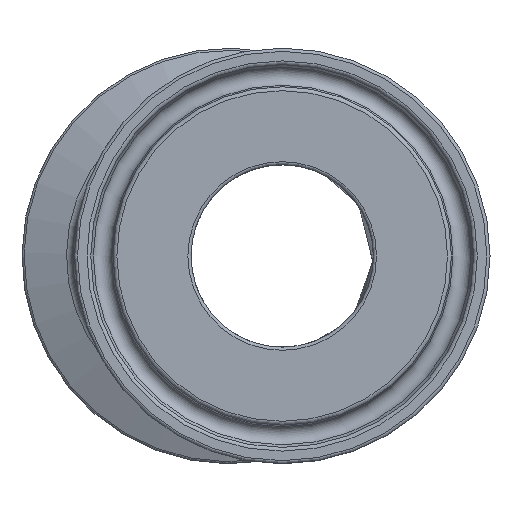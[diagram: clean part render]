
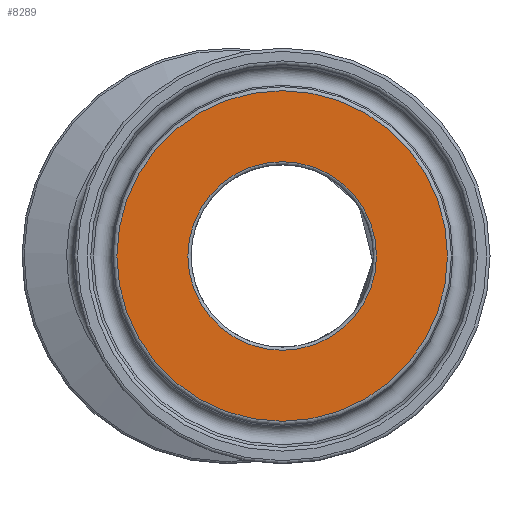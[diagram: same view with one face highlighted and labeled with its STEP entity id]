
A CAD part, left-side view. The second image highlights one B-rep face of the part: STEP entity #8289.
In plain terms, the highlighted planar face has unit normal (-1, 0, 0).
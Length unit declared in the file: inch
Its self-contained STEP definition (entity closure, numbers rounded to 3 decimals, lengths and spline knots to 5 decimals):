
#240=PLANE('',#8662);
#529=FACE_BOUND('',#1536,.T.);
#1013=FACE_OUTER_BOUND('',#1535,.T.);
#1535=EDGE_LOOP('',(#7692));
#1536=EDGE_LOOP('',(#7693));
#3172=CIRCLE('',#8661,0.45);
#3173=CIRCLE('',#8663,0.78916);
#4010=VERTEX_POINT('',#18570);
#4011=VERTEX_POINT('',#18573);
#5246=EDGE_CURVE('',#4010,#4010,#3172,.T.);
#5247=EDGE_CURVE('',#4011,#4011,#3173,.T.);
#7692=ORIENTED_EDGE('',*,*,#5247,.F.);
#7693=ORIENTED_EDGE('',*,*,#5246,.F.);
#8289=ADVANCED_FACE('',(#1013,#529),#240,.T.);
#8661=AXIS2_PLACEMENT_3D('',#18571,#9802,#9803);
#8662=AXIS2_PLACEMENT_3D('',#18572,#9804,#9805);
#8663=AXIS2_PLACEMENT_3D('',#18574,#9806,#9807);
#9802=DIRECTION('center_axis',(-1.,0.,0.));
#9803=DIRECTION('ref_axis',(0.,-1.,0.));
#9804=DIRECTION('center_axis',(-1.,0.,0.));
#9805=DIRECTION('ref_axis',(0.,0.,1.));
#9806=DIRECTION('center_axis',(1.,0.,0.));
#9807=DIRECTION('ref_axis',(0.,-1.,0.));
#18570=CARTESIAN_POINT('',(-0.5,0.95,0.));
#18571=CARTESIAN_POINT('Origin',(-0.5,0.5,0.));
#18572=CARTESIAN_POINT('Origin',(-0.5,1.30316,0.));
#18573=CARTESIAN_POINT('',(-0.5,1.28916,0.));
#18574=CARTESIAN_POINT('Origin',(-0.5,0.5,0.));
